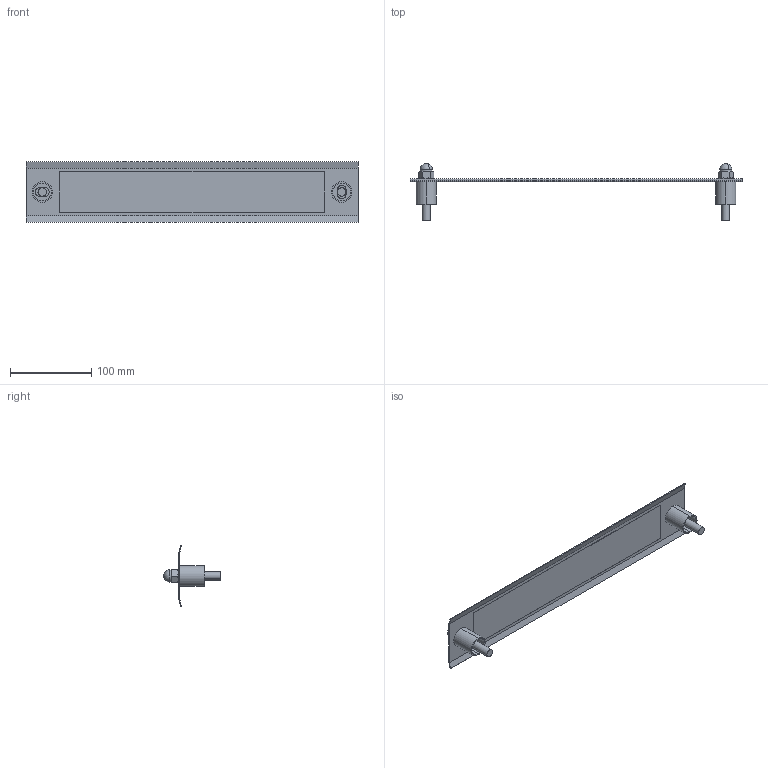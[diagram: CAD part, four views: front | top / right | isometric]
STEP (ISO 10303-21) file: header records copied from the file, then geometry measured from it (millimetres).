
FILE_DESCRIPTION (( 'STEP AP214' ), '1' );
FILE_NAME ('5015884.STEP', '2025-01-17T10:42:31', ( '' ), ( '' ), 'SwSTEP 2.0', 'SolidWorks 2024', '' );
FILE_SCHEMA (( 'AUTOMOTIVE_DESIGN' ));
Length unit declared in the file: millimetre
Products named in the file (7): 050761; 050759_1805 AH 10; 117152_1802 AH 10; 5015884; 117108_DIN 913 - M10 x 40-C; 020023_DIN 1587 - M10 --CNU; 013622_DIN 137-B10
Assembly tree (10 placements, depth 2):
  5015884
    050759_1805 AH 10
    050761  x2
    117108_DIN 913 - M10 x 40-C  x2
    020023_DIN 1587 - M10 --CNU  x2
    013622_DIN 137-B10  x2
    117152_1802 AH 10
Bounding box: 408.5 x 70.12 x 75 mm (x, y, z)
Volume: 56165.2 mm3; surface area: 111415.6 mm2
Topology: 10 solids, 10 shells, 103 faces, 239 edges, 152 vertices
Faces by surface type: plane 54, cylinder 29, cone 16, sphere 4
Entity records: 2313 total; most frequent: CARTESIAN_POINT 479, DIRECTION 347, ORIENTED_EDGE 322, EDGE_CURVE 161, AXIS2_PLACEMENT_3D 125, VERTEX_POINT 105, LINE 97, VECTOR 97
